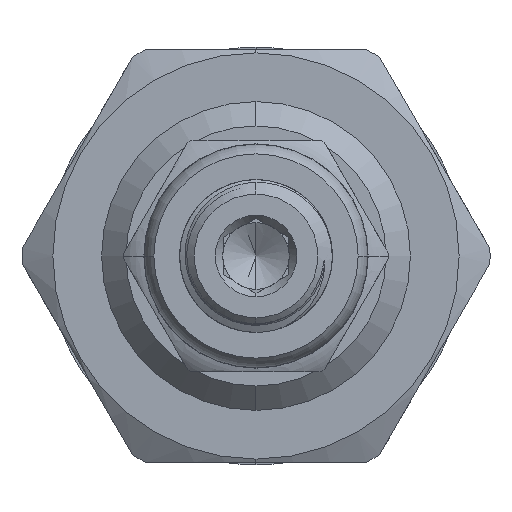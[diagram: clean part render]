
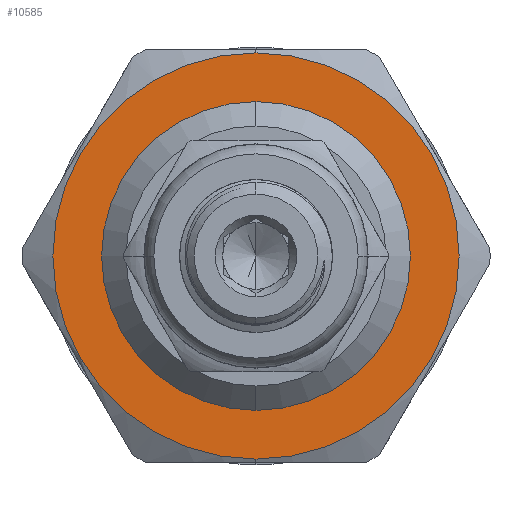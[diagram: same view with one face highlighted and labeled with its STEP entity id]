
A CAD part, left-side view. The second image highlights one B-rep face of the part: STEP entity #10585.
In plain terms, the highlighted planar face has unit normal (-1, 0, 0).
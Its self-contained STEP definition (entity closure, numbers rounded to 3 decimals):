
#342 = VERTEX_POINT ( 'NONE', #8623 ) ;
#470 = CIRCLE ( 'NONE', #6576, 9.5 ) ;
#489 = CIRCLE ( 'NONE', #2591, 9.5 ) ;
#644 = CIRCLE ( 'NONE', #14779, 12.5 ) ;
#646 = DIRECTION ( 'NONE',  ( 0., 0., 1. ) ) ;
#671 = DIRECTION ( 'NONE',  ( 1., 0., 0. ) ) ;
#699 = DIRECTION ( 'NONE',  ( -1., 0., 0. ) ) ;
#821 = DIRECTION ( 'NONE',  ( 1., 0., 0. ) ) ;
#1848 = AXIS2_PLACEMENT_3D ( 'NONE', #14688, #671, #9853 ) ;
#2230 = CARTESIAN_POINT ( 'NONE',  ( 12., 0., 0. ) ) ;
#2591 = AXIS2_PLACEMENT_3D ( 'NONE', #6742, #15051, #14945 ) ;
#3081 = CARTESIAN_POINT ( 'NONE',  ( 12., 0., 0. ) ) ;
#3853 = FACE_BOUND ( 'NONE', #7330, .T. ) ;
#4198 = EDGE_CURVE ( 'NONE', #6474, #342, #470, .T. ) ;
#4340 = EDGE_LOOP ( 'NONE', ( #8062, #11384 ) ) ;
#4964 = ORIENTED_EDGE ( 'NONE', *, *, #4198, .F. ) ;
#5163 = CARTESIAN_POINT ( 'NONE',  ( 12., 0., -12.5 ) ) ;
#6055 = AXIS2_PLACEMENT_3D ( 'NONE', #2230, #821, #12568 ) ;
#6378 = CARTESIAN_POINT ( 'NONE',  ( 12., 0., 9.5 ) ) ;
#6438 = VERTEX_POINT ( 'NONE', #10208 ) ;
#6474 = VERTEX_POINT ( 'NONE', #6378 ) ;
#6515 = VERTEX_POINT ( 'NONE', #5163 ) ;
#6576 = AXIS2_PLACEMENT_3D ( 'NONE', #3081, #699, #646 ) ;
#6742 = CARTESIAN_POINT ( 'NONE',  ( 12., 0., 0. ) ) ;
#6989 = CARTESIAN_POINT ( 'NONE',  ( 12., 0., 0. ) ) ;
#7330 = EDGE_LOOP ( 'NONE', ( #4964, #9883 ) ) ;
#8062 = ORIENTED_EDGE ( 'NONE', *, *, #12974, .F. ) ;
#8623 = CARTESIAN_POINT ( 'NONE',  ( 12., 0., -9.5 ) ) ;
#9283 = DIRECTION ( 'NONE',  ( 0., 0., -1. ) ) ;
#9853 = DIRECTION ( 'NONE',  ( 0., 0., -1. ) ) ;
#9883 = ORIENTED_EDGE ( 'NONE', *, *, #15145, .F. ) ;
#10208 = CARTESIAN_POINT ( 'NONE',  ( 12., 0., 12.5 ) ) ;
#10585 = ADVANCED_FACE ( 'NONE', ( #3853, #15182 ), #14642, .F. ) ;
#11384 = ORIENTED_EDGE ( 'NONE', *, *, #13817, .F. ) ;
#11820 = CIRCLE ( 'NONE', #6055, 12.5 ) ;
#12568 = DIRECTION ( 'NONE',  ( 0., 0., -1. ) ) ;
#12974 = EDGE_CURVE ( 'NONE', #6515, #6438, #644, .T. ) ;
#13817 = EDGE_CURVE ( 'NONE', #6438, #6515, #11820, .T. ) ;
#13851 = DIRECTION ( 'NONE',  ( 1., 0., 0. ) ) ;
#14642 = PLANE ( 'NONE',  #1848 ) ;
#14688 = CARTESIAN_POINT ( 'NONE',  ( 12., 14.4, 0. ) ) ;
#14779 = AXIS2_PLACEMENT_3D ( 'NONE', #6989, #13851, #9283 ) ;
#14945 = DIRECTION ( 'NONE',  ( 0., 0., 1. ) ) ;
#15051 = DIRECTION ( 'NONE',  ( -1., 0., 0. ) ) ;
#15145 = EDGE_CURVE ( 'NONE', #342, #6474, #489, .T. ) ;
#15182 = FACE_OUTER_BOUND ( 'NONE', #4340, .T. ) ;
